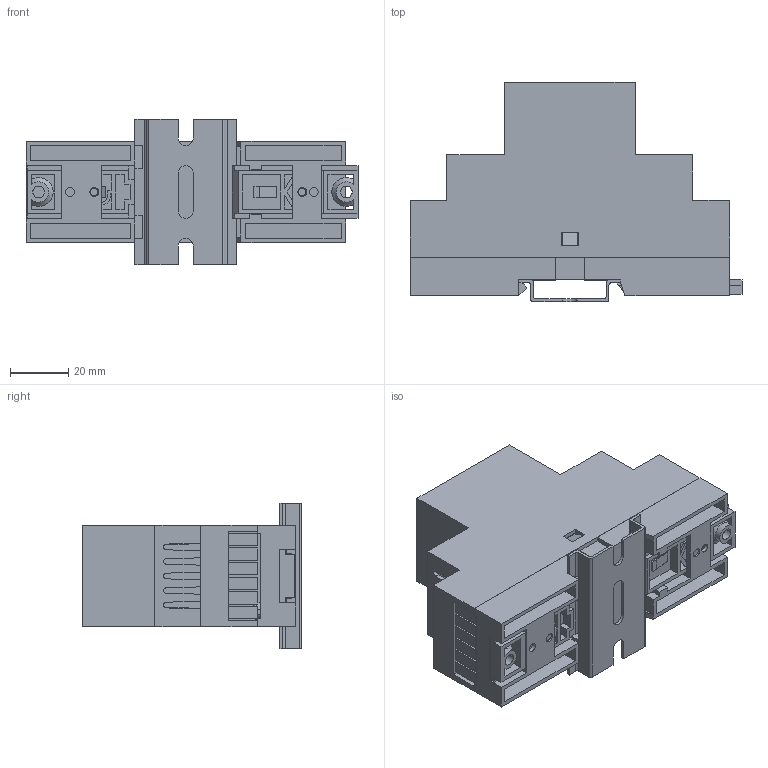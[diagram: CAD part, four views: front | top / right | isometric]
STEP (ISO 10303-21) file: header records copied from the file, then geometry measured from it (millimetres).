
FILE_DESCRIPTION (( 'STEP AP214' ), '1' );
FILE_NAME ('MD-35-01.STEP', '2022-01-24T10:47:16', ( '' ), ( '' ), 'SwSTEP 2.0', 'SolidWorks 2017', '' );
FILE_SCHEMA (( 'AUTOMOTIVE_DESIGN' ));
Length unit declared in the file: millimetre
Products named in the file (20): Clip-Small; Rail-50; Vertical PCB; Clip-Big; Screw-small; Horizontal PCB; Base plate - MDB-35; Base PCB-MDP-35-01; TopCover - MDC-35; MD-35-01
Assembly tree (10 placements, depth 2):
  Clip-Small
  Screw-small
  Horizontal PCB
  Base PCB-MDP-35-01
  Rail-50
Bounding box: 114.3 x 75.55 x 50 mm (x, y, z)
Volume: 54962.7 mm3; surface area: 79733.9 mm2
Topology: 10 solids, 10 shells, 832 faces, 2506 edges, 1652 vertices
Faces by surface type: plane 631, cylinder 175, cone 20, torus 6
Entity records: 27947 total; most frequent: CARTESIAN_POINT 4957, ORIENTED_EDGE 4862, DIRECTION 4469, EDGE_CURVE 2431, VECTOR 1971, LINE 1971, VERTEX_POINT 1605, AXIS2_PLACEMENT_3D 1249
